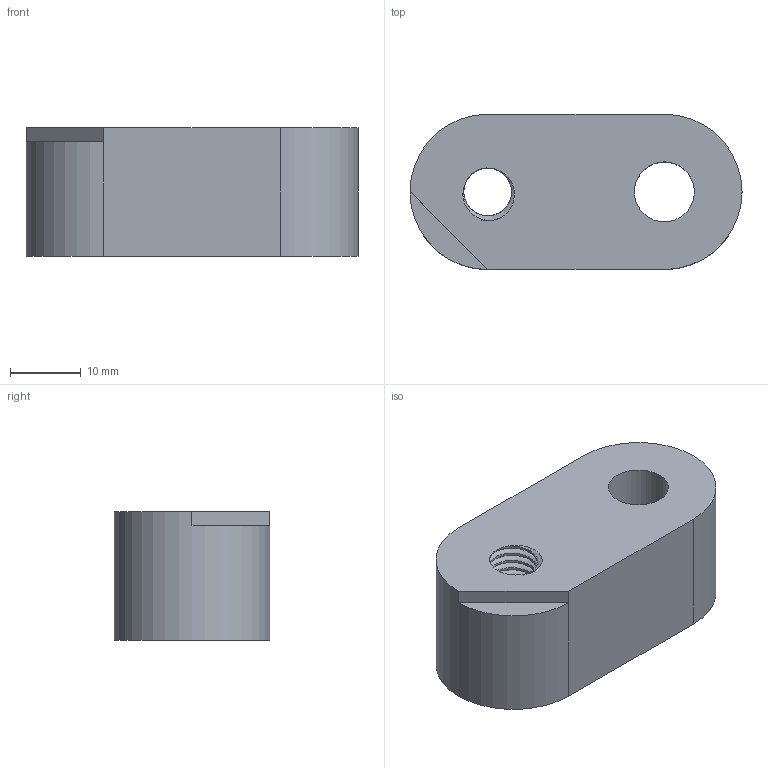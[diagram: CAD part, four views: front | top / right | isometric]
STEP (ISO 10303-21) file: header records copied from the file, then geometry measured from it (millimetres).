
FILE_DESCRIPTION(/* description */ (''),/* implementation_level */ '2;1');
FILE_NAME(/* name */ 'REPOSE PIED BLACK droit 25 mm v3.step',/* time_stamp */ '2024-04-17T11:02:47+02:00',/* author */ (''),/* organization */ (''),/* preprocessor_version */ 'ST-DEVELOPER v20',/* originating_system */ 'Autodesk Translation Framework v12.20.1.177',/* authorisation */ '');
FILE_SCHEMA (('AUTOMOTIVE_DESIGN { 1 0 10303 214 3 1 1 }'));
Length unit declared in the file: millimetre
Products named in the file (1): REPOSE PIED BLACK droit 25 mm
Bounding box: 47 x 22 x 18.2 mm (x, y, z)
Volume: 15052.2 mm3; surface area: 5006.9 mm2
Topology: 1 solids, 1 shells, 42 faces, 119 edges, 79 vertices
Faces by surface type: cylinder 34, plane 6, bspline 2
Full cylindrical faces by diameter (mm): 6.779 x8, 8.17 x3, 8.5 x1
Entity records: 3321 total; most frequent: CARTESIAN_POINT 2313, ORIENTED_EDGE 238, DIRECTION 146, EDGE_CURVE 119, VERTEX_POINT 79, B_SPLINE_CURVE_WITH_KNOTS 66, AXIS2_PLACEMENT_3D 52, EDGE_LOOP 46
